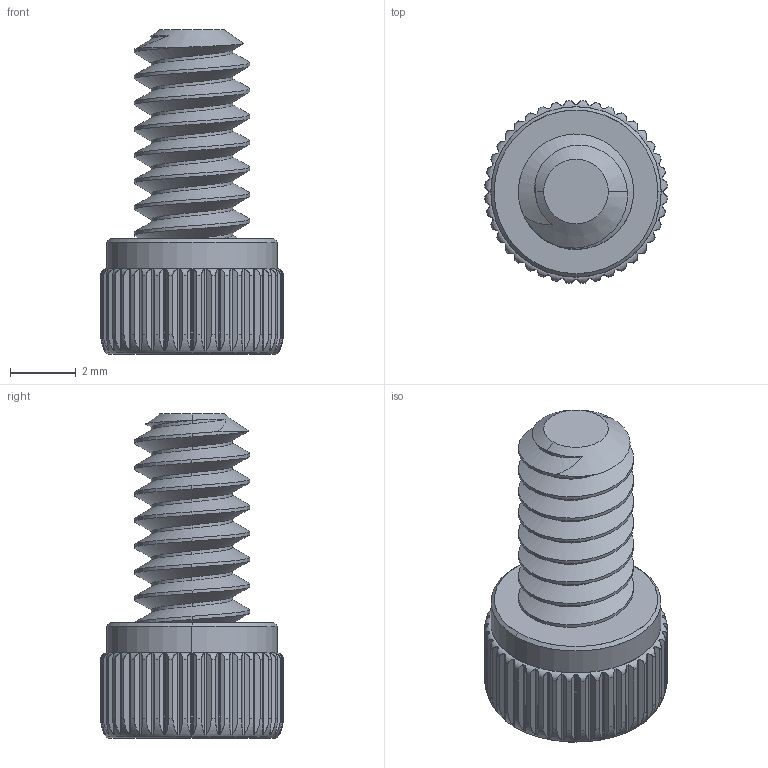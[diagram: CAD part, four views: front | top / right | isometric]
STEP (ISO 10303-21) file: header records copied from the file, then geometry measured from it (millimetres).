
FILE_DESCRIPTION (( 'STEP AP203' ), '1' );
FILE_NAME ('632106.STEP', '2018-06-26T13:13:14', ( '' ), ( '' ), 'SwSTEP 2.0', 'SolidWorks 2016', '' );
FILE_SCHEMA (( 'CONFIG_CONTROL_DESIGN' ));
Length unit declared in the file: inch
Products named in the file (1): 632106
Bounding box: 5.55 x 5.55 x 9.85 mm (x, y, z)
Volume: 109.8 mm3; surface area: 229.9 mm2
Topology: 1 solids, 1 shells, 865 faces, 2048 edges, 1187 vertices
Faces by surface type: bspline 444, cylinder 261, plane 130, torus 19, cone 11
Entity records: 37874 total; most frequent: CARTESIAN_POINT 21319, ORIENTED_EDGE 4096, DIRECTION 2502, EDGE_CURVE 2048, VERTEX_POINT 1187, AXIS2_PLACEMENT_3D 1053, B_SPLINE_CURVE_WITH_KNOTS 947, EDGE_LOOP 867
